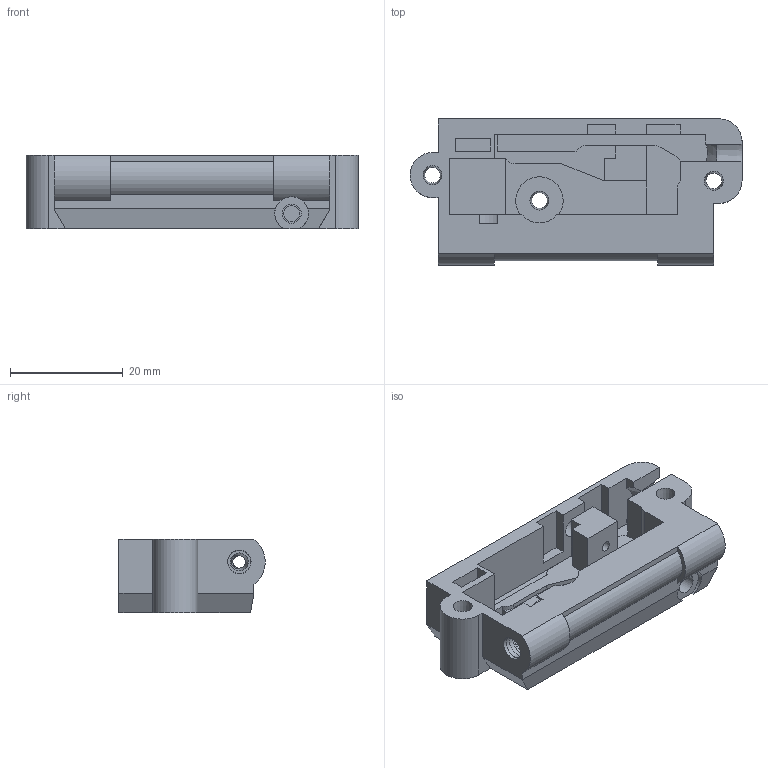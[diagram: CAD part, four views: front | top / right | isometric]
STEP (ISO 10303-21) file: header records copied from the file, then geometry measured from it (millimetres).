
FILE_DESCRIPTION(/* description */ (''),/* implementation_level */ '2;1');
FILE_NAME(/* name */ 'MINI-fsenzor-box.stp',/* time_stamp */ '2019',/* author */ (''),/* organization */ (''),/* preprocessor_version */ 'ST-DEVELOPER v17',/* originating_system */ 'Autodesk Inventor 2019',/* authorisation */ '');
FILE_SCHEMA (('AUTOMOTIVE_DESIGN { 1 0 10303 214 3 1 1 }'));
Length unit declared in the file: millimetre
Products named in the file (1): MINI-fsenzor-box
Bounding box: 59 x 25.98 x 13 mm (x, y, z)
Volume: 9954 mm3; surface area: 7879.7 mm2
Topology: 1 solids, 1 shells, 166 faces, 464 edges, 302 vertices
Faces by surface type: plane 93, cylinder 36, cone 34, torus 1, sphere 1, bspline 1
Full cylindrical faces by diameter (mm): 1.8 x1, 2.8 x4, 3.4 x1, 3.6 x1, 4.1 x3
Entity records: 5805 total; most frequent: CARTESIAN_POINT 1573, ORIENTED_EDGE 922, DIRECTION 828, EDGE_CURVE 461, VERTEX_POINT 302, AXIS2_PLACEMENT_3D 277, LINE 274, VECTOR 274
